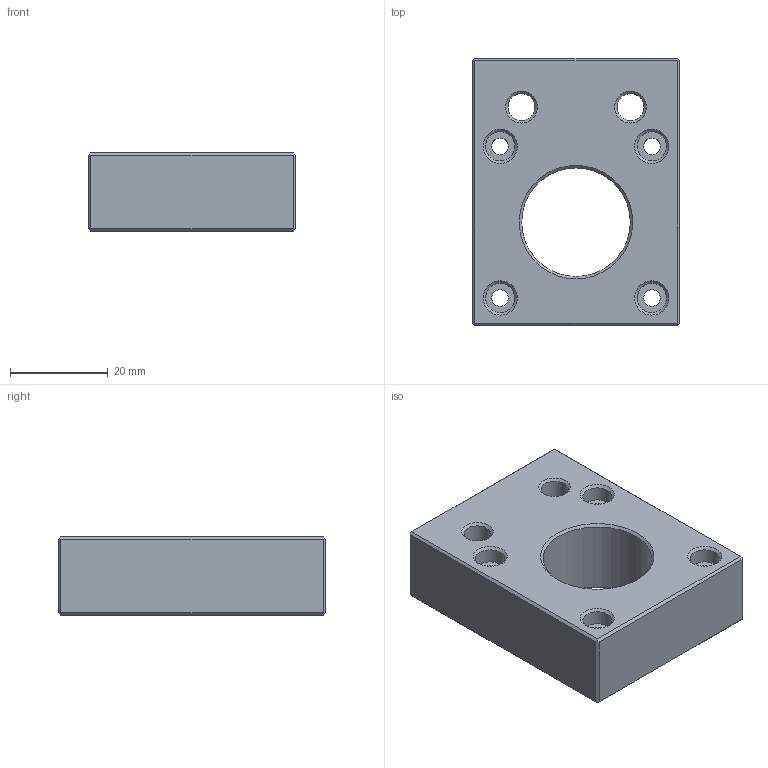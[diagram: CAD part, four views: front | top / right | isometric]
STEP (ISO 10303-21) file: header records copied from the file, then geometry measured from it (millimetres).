
FILE_DESCRIPTION(/* description */ (''),/* implementation_level */ '2;1');
FILE_NAME(/* name */ 'Bed Level Stepper Mount.step',/* time_stamp */ '2022-02-09T18:47:14+01:00',/* author */ (''),/* organization */ (''),/* preprocessor_version */ 'ST-DEVELOPER v18.1',/* originating_system */ 'Autodesk Translation Framework v10.10.0.1391',/* authorisation */ '');
FILE_SCHEMA (('AUTOMOTIVE_DESIGN { 1 0 10303 214 3 1 1 }'));
Length unit declared in the file: millimetre
Products named in the file (1): Bed Level Stepper Mount
Bounding box: 42.3 x 54.65 x 16 mm (x, y, z)
Volume: 28045.6 mm3; surface area: 9296 mm2
Topology: 1 solids, 1 shells, 51 faces, 118 edges, 75 vertices
Faces by surface type: plane 24, cone 14, cylinder 13
Full cylindrical faces by diameter (mm): 3.4 x4, 5.5 x2, 6 x4, 9.5 x2, 22.2 x1
Entity records: 1508 total; most frequent: DIRECTION 265, CARTESIAN_POINT 245, ORIENTED_EDGE 236, EDGE_CURVE 118, AXIS2_PLACEMENT_3D 95, LINE 75, VECTOR 75, VERTEX_POINT 75
